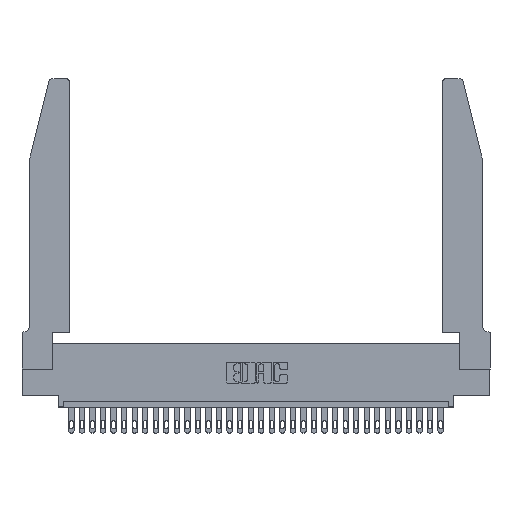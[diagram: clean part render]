
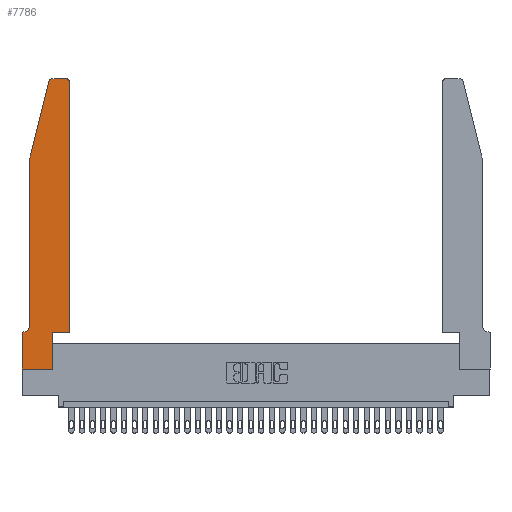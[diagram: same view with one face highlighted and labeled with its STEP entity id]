
A CAD part, top view. The second image highlights one B-rep face of the part: STEP entity #7786.
In plain terms, the highlighted planar face has unit normal (0, 0, 1).
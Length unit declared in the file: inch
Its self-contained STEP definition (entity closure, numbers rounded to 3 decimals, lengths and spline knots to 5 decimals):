
#622 = VECTOR ( 'NONE', #17490, 39.37008 ) ;
#644 = VECTOR ( 'NONE', #11128, 39.37008 ) ;
#1478 = VERTEX_POINT ( 'NONE', #25152 ) ;
#1861 = VECTOR ( 'NONE', #10475, 39.37008 ) ;
#2071 = CARTESIAN_POINT ( 'NONE',  ( 0., 0.35, 0.37 ) ) ;
#2131 = CARTESIAN_POINT ( 'NONE',  ( 0.4505, 0.35, 0.37 ) ) ;
#2273 = CARTESIAN_POINT ( 'NONE',  ( 0.0755, 2., 0.37 ) ) ;
#2478 = VECTOR ( 'NONE', #23550, 39.37008 ) ;
#2578 = VERTEX_POINT ( 'NONE', #20590 ) ;
#2904 = LINE ( 'NONE', #11242, #27014 ) ;
#3577 = AXIS2_PLACEMENT_3D ( 'NONE', #4743, #32350, #7308 ) ;
#3974 = CARTESIAN_POINT ( 'NONE',  ( 0.25487, 2.72718, 0.37 ) ) ;
#4365 = ORIENTED_EDGE ( 'NONE', *, *, #12950, .T. ) ;
#4666 = CARTESIAN_POINT ( 'NONE',  ( 0.0055, 0.35, 0.37 ) ) ;
#4743 = CARTESIAN_POINT ( 'NONE',  ( 0.0055, 0.42, 0.37 ) ) ;
#5488 = DIRECTION ( 'NONE',  ( 1., 0., 0. ) ) ;
#5920 = CARTESIAN_POINT ( 'NONE',  ( 0., 0., 0.37 ) ) ;
#7248 = CARTESIAN_POINT ( 'NONE',  ( 0.0755, 0.35, 0.37 ) ) ;
#7264 = AXIS2_PLACEMENT_3D ( 'NONE', #31738, #11460, #13994 ) ;
#7308 = DIRECTION ( 'NONE',  ( -1., 0., 0. ) ) ;
#7574 = AXIS2_PLACEMENT_3D ( 'NONE', #26128, #28659, #31199 ) ;
#7671 = EDGE_CURVE ( 'NONE', #29406, #29483, #28549, .T. ) ;
#7786 = ADVANCED_FACE ( 'NONE', ( #21051 ), #26545, .T. ) ;
#7964 = CARTESIAN_POINT ( 'NONE',  ( 0.2865, 0.35, 0.37 ) ) ;
#8050 = ORIENTED_EDGE ( 'NONE', *, *, #7671, .T. ) ;
#8688 = CARTESIAN_POINT ( 'NONE',  ( 0.0755, 2., 0.37 ) ) ;
#9528 = EDGE_CURVE ( 'NONE', #30900, #2578, #20145, .T. ) ;
#10475 = DIRECTION ( 'NONE',  ( -0.239, -0.971, 0. ) ) ;
#10686 = CARTESIAN_POINT ( 'NONE',  ( 0.4205, 2.72, 0.37 ) ) ;
#10821 = EDGE_CURVE ( 'NONE', #23681, #23063, #21571, .T. ) ;
#10900 = CARTESIAN_POINT ( 'NONE',  ( 0.4505, 0.35, 0.37 ) ) ;
#10910 = EDGE_CURVE ( 'NONE', #2578, #23767, #13352, .T. ) ;
#11128 = DIRECTION ( 'NONE',  ( 0., -1., 0. ) ) ;
#11242 = CARTESIAN_POINT ( 'NONE',  ( 0., 0., 0.37 ) ) ;
#11321 = CARTESIAN_POINT ( 'NONE',  ( 0.0755, 2., 0.37 ) ) ;
#11460 = DIRECTION ( 'NONE',  ( 0., 0., 1. ) ) ;
#11631 = CARTESIAN_POINT ( 'NONE',  ( 0.4505, 0.35, 0.37 ) ) ;
#11971 = CARTESIAN_POINT ( 'NONE',  ( 0., 0., 0.37 ) ) ;
#12229 = DIRECTION ( 'NONE',  ( -1., 0., 0. ) ) ;
#12377 = VECTOR ( 'NONE', #12229, 39.37008 ) ;
#12457 = ORIENTED_EDGE ( 'NONE', *, *, #17003, .T. ) ;
#12901 = DIRECTION ( 'NONE',  ( 1., 0., 0. ) ) ;
#12950 = EDGE_CURVE ( 'NONE', #1478, #29406, #28552, .T. ) ;
#13249 = DIRECTION ( 'NONE',  ( 0., 0., 1. ) ) ;
#13352 = CIRCLE ( 'NONE', #7574, 0.03 ) ;
#13994 = DIRECTION ( 'NONE',  ( 1., 0., 0. ) ) ;
#13995 = EDGE_CURVE ( 'NONE', #23767, #23681, #30720, .T. ) ;
#14036 = EDGE_CURVE ( 'NONE', #16566, #23414, #18124, .T. ) ;
#14078 = LINE ( 'NONE', #7964, #622 ) ;
#14780 = EDGE_CURVE ( 'NONE', #23414, #1478, #14078, .T. ) ;
#15143 = LINE ( 'NONE', #7248, #12377 ) ;
#16072 = ORIENTED_EDGE ( 'NONE', *, *, #10910, .T. ) ;
#16566 = VERTEX_POINT ( 'NONE', #5920 ) ;
#17003 = EDGE_CURVE ( 'NONE', #29483, #30900, #23081, .T. ) ;
#17490 = DIRECTION ( 'NONE',  ( 0., 1., 0. ) ) ;
#17653 = CARTESIAN_POINT ( 'NONE',  ( 0.2605, 2.75, 0.37 ) ) ;
#17785 = ORIENTED_EDGE ( 'NONE', *, *, #32312, .T. ) ;
#18124 = LINE ( 'NONE', #11971, #27943 ) ;
#18734 = CARTESIAN_POINT ( 'NONE',  ( 0.4205, 2.75, 0.37 ) ) ;
#18904 = VERTEX_POINT ( 'NONE', #4666 ) ;
#19574 = ORIENTED_EDGE ( 'NONE', *, *, #28392, .T. ) ;
#20145 = LINE ( 'NONE', #17653, #27193 ) ;
#20336 = ORIENTED_EDGE ( 'NONE', *, *, #13995, .T. ) ;
#20590 = CARTESIAN_POINT ( 'NONE',  ( 0.284, 2.75, 0.37 ) ) ;
#20639 = VECTOR ( 'NONE', #27219, 39.37008 ) ;
#21051 = FACE_OUTER_BOUND ( 'NONE', #26293, .T. ) ;
#21571 = LINE ( 'NONE', #8688, #644 ) ;
#22896 = ORIENTED_EDGE ( 'NONE', *, *, #26429, .T. ) ;
#23063 = VERTEX_POINT ( 'NONE', #23067 ) ;
#23067 = CARTESIAN_POINT ( 'NONE',  ( 0.0755, 0.42, 0.37 ) ) ;
#23081 = CIRCLE ( 'NONE', #31321, 0.03 ) ;
#23414 = VERTEX_POINT ( 'NONE', #30116 ) ;
#23526 = ORIENTED_EDGE ( 'NONE', *, *, #14036, .T. ) ;
#23550 = DIRECTION ( 'NONE',  ( 1., 0., 0. ) ) ;
#23681 = VERTEX_POINT ( 'NONE', #11321 ) ;
#23767 = VERTEX_POINT ( 'NONE', #3974 ) ;
#24500 = ORIENTED_EDGE ( 'NONE', *, *, #14780, .T. ) ;
#24672 = CIRCLE ( 'NONE', #3577, 0.07 ) ;
#25152 = CARTESIAN_POINT ( 'NONE',  ( 0.2865, 0.35, 0.37 ) ) ;
#26128 = CARTESIAN_POINT ( 'NONE',  ( 0.284, 2.72, 0.37 ) ) ;
#26293 = EDGE_LOOP ( 'NONE', ( #27800, #16072, #20336, #31531, #17785, #19574, #22896, #23526, #24500, #4365, #8050, #12457 ) ) ;
#26429 = EDGE_CURVE ( 'NONE', #32313, #16566, #2904, .T. ) ;
#26545 = PLANE ( 'NONE',  #7264 ) ;
#27014 = VECTOR ( 'NONE', #28685, 39.37008 ) ;
#27193 = VECTOR ( 'NONE', #30185, 39.37008 ) ;
#27219 = DIRECTION ( 'NONE',  ( 0., 1., 0. ) ) ;
#27800 = ORIENTED_EDGE ( 'NONE', *, *, #9528, .T. ) ;
#27943 = VECTOR ( 'NONE', #12901, 39.37008 ) ;
#28392 = EDGE_CURVE ( 'NONE', #18904, #32313, #15143, .T. ) ;
#28549 = LINE ( 'NONE', #2131, #20639 ) ;
#28552 = LINE ( 'NONE', #10900, #2478 ) ;
#28659 = DIRECTION ( 'NONE',  ( 0., 0., 1. ) ) ;
#28685 = DIRECTION ( 'NONE',  ( 0., -1., 0. ) ) ;
#29406 = VERTEX_POINT ( 'NONE', #11631 ) ;
#29483 = VERTEX_POINT ( 'NONE', #29724 ) ;
#29724 = CARTESIAN_POINT ( 'NONE',  ( 0.4505, 2.72, 0.37 ) ) ;
#30116 = CARTESIAN_POINT ( 'NONE',  ( 0.2865, 0., 0.37 ) ) ;
#30185 = DIRECTION ( 'NONE',  ( -1., 0., 0. ) ) ;
#30720 = LINE ( 'NONE', #2273, #1861 ) ;
#30900 = VERTEX_POINT ( 'NONE', #18734 ) ;
#31199 = DIRECTION ( 'NONE',  ( 1., 0., 0. ) ) ;
#31321 = AXIS2_PLACEMENT_3D ( 'NONE', #10686, #13249, #5488 ) ;
#31531 = ORIENTED_EDGE ( 'NONE', *, *, #10821, .T. ) ;
#31738 = CARTESIAN_POINT ( 'NONE',  ( 0., 0.35, 0.37 ) ) ;
#32312 = EDGE_CURVE ( 'NONE', #23063, #18904, #24672, .T. ) ;
#32313 = VERTEX_POINT ( 'NONE', #2071 ) ;
#32350 = DIRECTION ( 'NONE',  ( 0., 0., -1. ) ) ;
